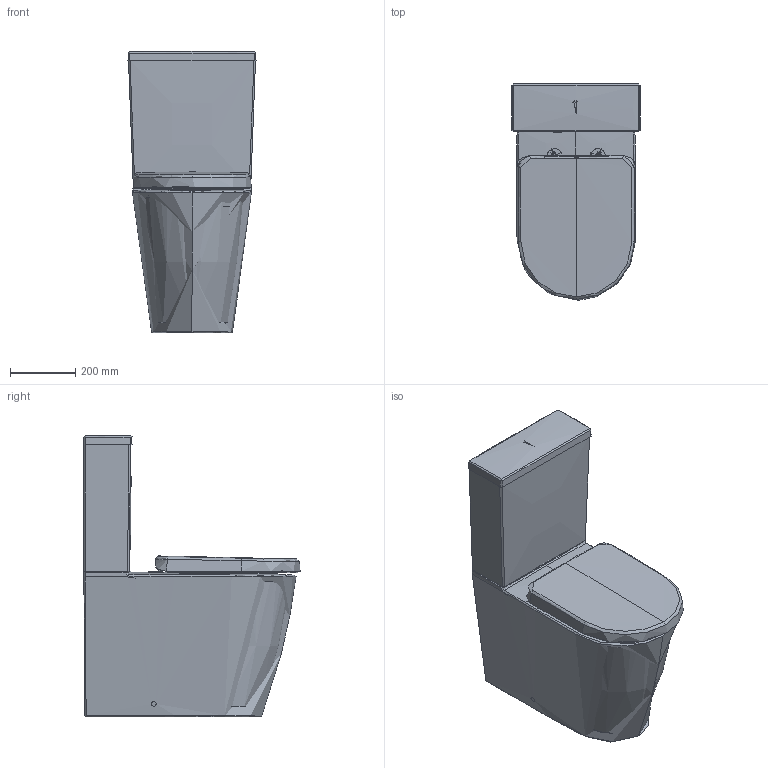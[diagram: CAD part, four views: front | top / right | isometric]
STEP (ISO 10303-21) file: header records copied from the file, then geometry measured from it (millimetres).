
FILE_DESCRIPTION(/* description */ (''),/* implementation_level */ '2;1');
FILE_NAME(/* name */ 'STEP - 347F-A-C, 347F-A-1P, U104S-H01P1T01-01_1832064',/* time_stamp */ '2024-09-25T15:06:08+10:00',/* author */ (''),/* organization */ (''),/* preprocessor_version */ 'ST-DEVELOPER v16.5',/* originating_system */ 'Rhino 7.37',/* authorisation */ '');
FILE_SCHEMA (('CONFIG_CONTROL_DESIGN'));
Products named in the file (5): Document; 347F-A_ASM; 347F; 347SHUIXIANG
Assembly tree (4 placements, depth 4):
  Document
    Document
      347F-A_ASM
        347F
        347SHUIXIANG
Bounding box: 393 x 663.99 x 865.52 mm (x, y, z)
Volume: 24656444 mm3; surface area: 4109277.4 mm2
Topology: 19 solids, 20 shells, 2006 faces, 4941 edges, 3028 vertices
Faces by surface type: bspline 991, cylinder 546, plane 469
Entity records: 129324 total; most frequent: CARTESIAN_POINT 97927, ORIENTED_EDGE 9784, EDGE_CURVE 4899, B_SPLINE_CURVE_WITH_KNOTS 3692, VERTEX_POINT 3028, EDGE_LOOP 2127, ADVANCED_FACE 1998, FACE_OUTER_BOUND 1998
